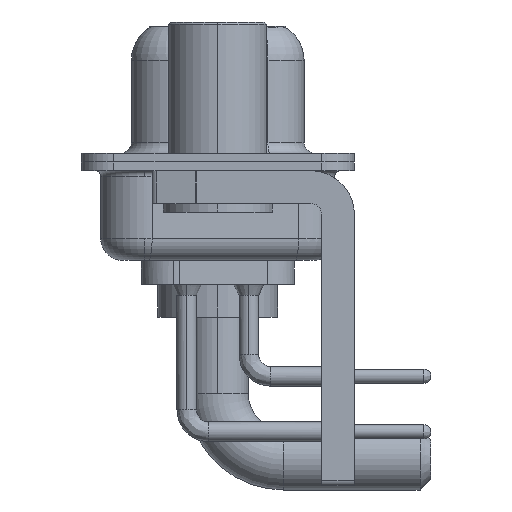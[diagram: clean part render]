
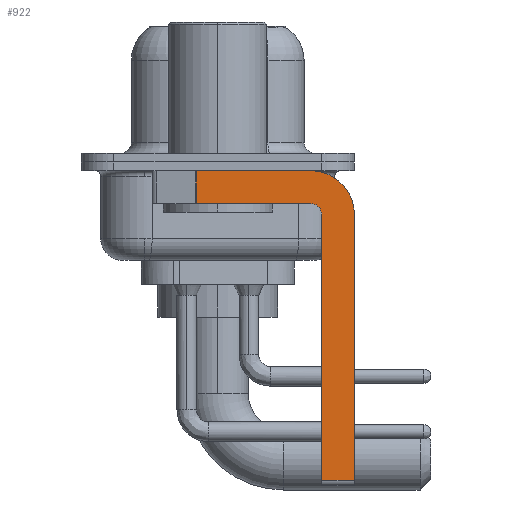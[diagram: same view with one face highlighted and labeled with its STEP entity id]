
A CAD part, left-side view. The second image highlights one B-rep face of the part: STEP entity #922.
In plain terms, the highlighted planar face has unit normal (-1, 0, 0).
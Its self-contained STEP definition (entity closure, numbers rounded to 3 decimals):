
#715 = EDGE_CURVE ( 'NONE', #14234, #8756, #13233, .T. ) ;
#772 = CIRCLE ( 'NONE', #2500, 0.5 ) ;
#922 = ADVANCED_FACE ( 'NONE', ( #1427 ), #12779, .F. ) ;
#1188 = EDGE_CURVE ( 'NONE', #2629, #13699, #8229, .T. ) ;
#1324 = DIRECTION ( 'NONE',  ( 0., 0., -1. ) ) ;
#1427 = FACE_OUTER_BOUND ( 'NONE', #1765, .T. ) ;
#1687 = AXIS2_PLACEMENT_3D ( 'NONE', #11243, #9749, #13032 ) ;
#1765 = EDGE_LOOP ( 'NONE', ( #18387, #10504, #10502, #17389, #14768, #8197, #8912, #17987 ) ) ;
#1924 = CARTESIAN_POINT ( 'NONE',  ( -2.9, -4.25, -1.9 ) ) ;
#2324 = CARTESIAN_POINT ( 'NONE',  ( -2.9, 0.978, -0.4 ) ) ;
#2500 = AXIS2_PLACEMENT_3D ( 'NONE', #20563, #12622, #3534 ) ;
#2555 = VECTOR ( 'NONE', #10849, 1000. ) ;
#2629 = VERTEX_POINT ( 'NONE', #18748 ) ;
#3429 = CARTESIAN_POINT ( 'NONE',  ( -2.9, -6.25, -2.4 ) ) ;
#3534 = DIRECTION ( 'NONE',  ( 0., 0., 1. ) ) ;
#3893 = VECTOR ( 'NONE', #18083, 1000. ) ;
#4075 = LINE ( 'NONE', #6089, #2555 ) ;
#5244 = LINE ( 'NONE', #19953, #8599 ) ;
#5288 = VERTEX_POINT ( 'NONE', #1924 ) ;
#6089 = CARTESIAN_POINT ( 'NONE',  ( -2.9, 3., -0.4 ) ) ;
#6581 = DIRECTION ( 'NONE',  ( 0., 0., 1. ) ) ;
#6682 = LINE ( 'NONE', #11561, #18755 ) ;
#7125 = CIRCLE ( 'NONE', #1687, 2. ) ;
#7264 = CARTESIAN_POINT ( 'NONE',  ( -2.9, 0.978, -1.9 ) ) ;
#7804 = CARTESIAN_POINT ( 'NONE',  ( -2.9, -4.25, -2.4 ) ) ;
#8197 = ORIENTED_EDGE ( 'NONE', *, *, #1188, .T. ) ;
#8229 = LINE ( 'NONE', #10037, #3893 ) ;
#8387 = LINE ( 'NONE', #3429, #20298 ) ;
#8585 = EDGE_CURVE ( 'NONE', #18807, #13699, #8387, .T. ) ;
#8599 = VECTOR ( 'NONE', #16559, 1000. ) ;
#8756 = VERTEX_POINT ( 'NONE', #7264 ) ;
#8912 = ORIENTED_EDGE ( 'NONE', *, *, #8585, .F. ) ;
#9391 = EDGE_CURVE ( 'NONE', #13082, #18807, #7125, .T. ) ;
#9749 = DIRECTION ( 'NONE',  ( 1., 0., 0. ) ) ;
#9873 = DIRECTION ( 'NONE',  ( 0., 0., -1. ) ) ;
#10037 = CARTESIAN_POINT ( 'NONE',  ( -2.9, -4.25, -14.55 ) ) ;
#10087 = CARTESIAN_POINT ( 'NONE',  ( -2.9, -6.25, -14.55 ) ) ;
#10502 = ORIENTED_EDGE ( 'NONE', *, *, #13238, .F. ) ;
#10504 = ORIENTED_EDGE ( 'NONE', *, *, #715, .T. ) ;
#10849 = DIRECTION ( 'NONE',  ( 0., -1., 0. ) ) ;
#11243 = CARTESIAN_POINT ( 'NONE',  ( -2.9, -4.25, -2.4 ) ) ;
#11561 = CARTESIAN_POINT ( 'NONE',  ( -2.9, -4.75, -14.8 ) ) ;
#12622 = DIRECTION ( 'NONE',  ( -1., 0., 0. ) ) ;
#12726 = VERTEX_POINT ( 'NONE', #16590 ) ;
#12779 = PLANE ( 'NONE',  #18711 ) ;
#13032 = DIRECTION ( 'NONE',  ( 0., 0., -1. ) ) ;
#13082 = VERTEX_POINT ( 'NONE', #14235 ) ;
#13233 = LINE ( 'NONE', #19697, #13667 ) ;
#13238 = EDGE_CURVE ( 'NONE', #5288, #8756, #5244, .T. ) ;
#13553 = EDGE_CURVE ( 'NONE', #12726, #5288, #772, .T. ) ;
#13667 = VECTOR ( 'NONE', #18106, 1000. ) ;
#13699 = VERTEX_POINT ( 'NONE', #10087 ) ;
#14234 = VERTEX_POINT ( 'NONE', #2324 ) ;
#14235 = CARTESIAN_POINT ( 'NONE',  ( -2.9, -4.25, -0.4 ) ) ;
#14573 = EDGE_CURVE ( 'NONE', #14234, #13082, #4075, .T. ) ;
#14590 = CARTESIAN_POINT ( 'NONE',  ( -2.9, -6.25, -2.4 ) ) ;
#14768 = ORIENTED_EDGE ( 'NONE', *, *, #15542, .F. ) ;
#15542 = EDGE_CURVE ( 'NONE', #2629, #12726, #6682, .T. ) ;
#16559 = DIRECTION ( 'NONE',  ( 0., 1., 0. ) ) ;
#16590 = CARTESIAN_POINT ( 'NONE',  ( -2.9, -4.75, -2.4 ) ) ;
#17389 = ORIENTED_EDGE ( 'NONE', *, *, #13553, .F. ) ;
#17987 = ORIENTED_EDGE ( 'NONE', *, *, #9391, .F. ) ;
#18083 = DIRECTION ( 'NONE',  ( 0., -1., 0. ) ) ;
#18106 = DIRECTION ( 'NONE',  ( 0., 0., -1. ) ) ;
#18387 = ORIENTED_EDGE ( 'NONE', *, *, #14573, .F. ) ;
#18711 = AXIS2_PLACEMENT_3D ( 'NONE', #7804, #19243, #1324 ) ;
#18748 = CARTESIAN_POINT ( 'NONE',  ( -2.9, -4.75, -14.55 ) ) ;
#18755 = VECTOR ( 'NONE', #6581, 1000. ) ;
#18807 = VERTEX_POINT ( 'NONE', #14590 ) ;
#19243 = DIRECTION ( 'NONE',  ( 1., 0., 0. ) ) ;
#19697 = CARTESIAN_POINT ( 'NONE',  ( -2.9, 0.978, -1.9 ) ) ;
#19953 = CARTESIAN_POINT ( 'NONE',  ( -2.9, -4.25, -1.9 ) ) ;
#20298 = VECTOR ( 'NONE', #9873, 1000. ) ;
#20563 = CARTESIAN_POINT ( 'NONE',  ( -2.9, -4.25, -2.4 ) ) ;
